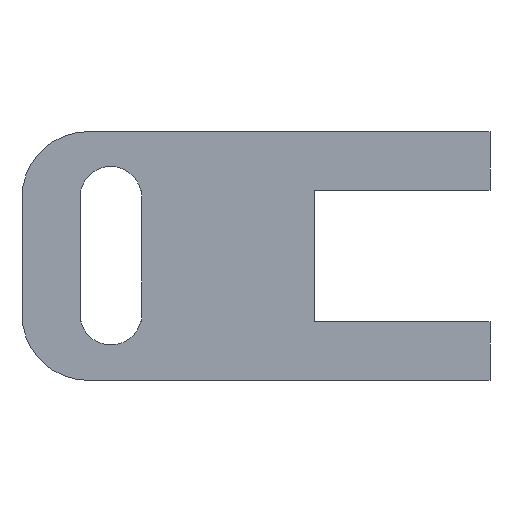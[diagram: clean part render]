
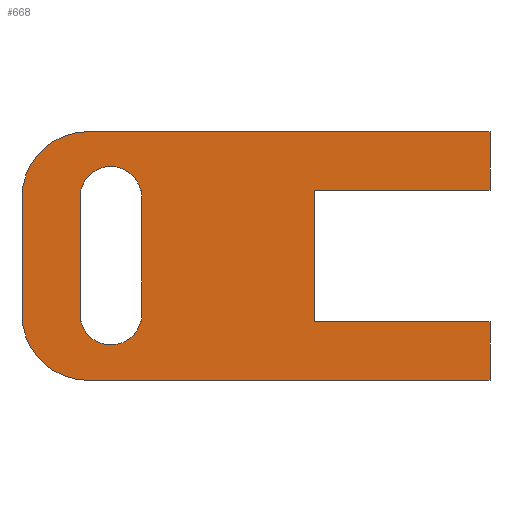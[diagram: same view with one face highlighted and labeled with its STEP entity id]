
A CAD part, front view. The second image highlights one B-rep face of the part: STEP entity #668.
In plain terms, the highlighted planar face has unit normal (0, -1, 0).
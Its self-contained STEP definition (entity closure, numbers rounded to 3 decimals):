
#29=FACE_BOUND('',#91,.T.);
#53=FACE_OUTER_BOUND('',#90,.T.);
#90=EDGE_LOOP('',(#541,#542,#543,#544,#545,#546,#547,#548,#549,#550));
#91=EDGE_LOOP('',(#551,#552,#553,#554,#555,#556,#557,#558,#559,#560,#561));
#119=CIRCLE('',#727,4.5);
#126=CIRCLE('',#737,4.5);
#127=CIRCLE('',#744,2.1);
#128=CIRCLE('',#746,2.1);
#129=CIRCLE('',#749,2.1);
#130=CIRCLE('',#750,2.1);
#144=LINE('',#1004,#214);
#147=LINE('',#1010,#217);
#150=LINE('',#1016,#220);
#168=LINE('',#1073,#238);
#171=LINE('',#1081,#241);
#173=LINE('',#1084,#243);
#184=LINE('',#1110,#254);
#185=LINE('',#1112,#255);
#186=LINE('',#1113,#256);
#187=LINE('',#1115,#257);
#188=LINE('',#1116,#258);
#189=LINE('',#1118,#259);
#190=LINE('',#1122,#260);
#191=LINE('',#1126,#261);
#192=LINE('',#1127,#262);
#214=VECTOR('',#806,10.);
#217=VECTOR('',#811,10.);
#220=VECTOR('',#816,10.);
#238=VECTOR('',#866,10.);
#241=VECTOR('',#875,10.);
#243=VECTOR('',#879,10.);
#254=VECTOR('',#906,10.);
#255=VECTOR('',#909,10.);
#256=VECTOR('',#910,10.);
#257=VECTOR('',#911,10.);
#258=VECTOR('',#912,10.);
#259=VECTOR('',#913,10.);
#260=VECTOR('',#916,10.);
#261=VECTOR('',#919,10.);
#262=VECTOR('',#920,10.);
#291=VERTEX_POINT('',#1001);
#292=VERTEX_POINT('',#1003);
#293=VERTEX_POINT('',#1007);
#294=VERTEX_POINT('',#1009);
#296=VERTEX_POINT('',#1015);
#300=VERTEX_POINT('',#1031);
#301=VERTEX_POINT('',#1032);
#319=VERTEX_POINT('',#1072);
#320=VERTEX_POINT('',#1076);
#321=VERTEX_POINT('',#1080);
#324=VERTEX_POINT('',#1096);
#325=VERTEX_POINT('',#1097);
#326=VERTEX_POINT('',#1102);
#327=VERTEX_POINT('',#1103);
#328=VERTEX_POINT('',#1108);
#329=VERTEX_POINT('',#1114);
#330=VERTEX_POINT('',#1117);
#331=VERTEX_POINT('',#1119);
#332=VERTEX_POINT('',#1121);
#333=VERTEX_POINT('',#1123);
#334=VERTEX_POINT('',#1125);
#358=EDGE_CURVE('',#292,#291,#144,.T.);
#361=EDGE_CURVE('',#294,#293,#147,.T.);
#364=EDGE_CURVE('',#296,#294,#150,.T.);
#372=EDGE_CURVE('',#300,#301,#119,.T.);
#392=EDGE_CURVE('',#301,#319,#168,.T.);
#394=EDGE_CURVE('',#319,#320,#126,.T.);
#396=EDGE_CURVE('',#321,#292,#171,.T.);
#398=EDGE_CURVE('',#321,#293,#173,.T.);
#404=EDGE_CURVE('',#324,#325,#127,.T.);
#407=EDGE_CURVE('',#326,#327,#128,.T.);
#411=EDGE_CURVE('',#325,#328,#184,.T.);
#412=EDGE_CURVE('',#296,#300,#185,.T.);
#413=EDGE_CURVE('',#291,#320,#186,.T.);
#414=EDGE_CURVE('',#329,#328,#187,.T.);
#415=EDGE_CURVE('',#329,#326,#188,.T.);
#416=EDGE_CURVE('',#327,#330,#189,.T.);
#417=EDGE_CURVE('',#331,#330,#129,.T.);
#418=EDGE_CURVE('',#332,#331,#190,.T.);
#419=EDGE_CURVE('',#333,#332,#130,.T.);
#420=EDGE_CURVE('',#334,#333,#191,.T.);
#421=EDGE_CURVE('',#334,#324,#192,.T.);
#541=ORIENTED_EDGE('',*,*,#372,.F.);
#542=ORIENTED_EDGE('',*,*,#412,.F.);
#543=ORIENTED_EDGE('',*,*,#364,.T.);
#544=ORIENTED_EDGE('',*,*,#361,.T.);
#545=ORIENTED_EDGE('',*,*,#398,.F.);
#546=ORIENTED_EDGE('',*,*,#396,.T.);
#547=ORIENTED_EDGE('',*,*,#358,.T.);
#548=ORIENTED_EDGE('',*,*,#413,.T.);
#549=ORIENTED_EDGE('',*,*,#394,.F.);
#550=ORIENTED_EDGE('',*,*,#392,.F.);
#551=ORIENTED_EDGE('',*,*,#404,.T.);
#552=ORIENTED_EDGE('',*,*,#411,.T.);
#553=ORIENTED_EDGE('',*,*,#414,.F.);
#554=ORIENTED_EDGE('',*,*,#415,.T.);
#555=ORIENTED_EDGE('',*,*,#407,.T.);
#556=ORIENTED_EDGE('',*,*,#416,.T.);
#557=ORIENTED_EDGE('',*,*,#417,.F.);
#558=ORIENTED_EDGE('',*,*,#418,.F.);
#559=ORIENTED_EDGE('',*,*,#419,.F.);
#560=ORIENTED_EDGE('',*,*,#420,.F.);
#561=ORIENTED_EDGE('',*,*,#421,.T.);
#637=PLANE('',#748);
#668=ADVANCED_FACE('',(#53,#29),#637,.T.);
#727=AXIS2_PLACEMENT_3D('',#1033,#835,#836);
#737=AXIS2_PLACEMENT_3D('',#1077,#870,#871);
#744=AXIS2_PLACEMENT_3D('',#1098,#893,#894);
#746=AXIS2_PLACEMENT_3D('',#1104,#899,#900);
#748=AXIS2_PLACEMENT_3D('',#1111,#907,#908);
#749=AXIS2_PLACEMENT_3D('',#1120,#914,#915);
#750=AXIS2_PLACEMENT_3D('',#1124,#917,#918);
#806=DIRECTION('',(0.,0.,1.));
#811=DIRECTION('',(-1.,0.,0.));
#816=DIRECTION('',(0.,0.,1.));
#835=DIRECTION('center_axis',(0.,1.,0.));
#836=DIRECTION('ref_axis',(-0.707,0.,-0.707));
#866=DIRECTION('',(0.,0.,1.));
#870=DIRECTION('center_axis',(0.,1.,0.));
#871=DIRECTION('ref_axis',(-0.707,0.,0.707));
#875=DIRECTION('',(1.,0.,0.));
#879=DIRECTION('',(0.,0.,-1.));
#893=DIRECTION('center_axis',(0.,1.,0.));
#894=DIRECTION('ref_axis',(1.,0.,0.));
#899=DIRECTION('center_axis',(0.,1.,0.));
#900=DIRECTION('ref_axis',(-1.,0.,0.));
#906=DIRECTION('',(-1.,0.,0.));
#907=DIRECTION('center_axis',(0.,-1.,0.));
#908=DIRECTION('ref_axis',(1.,0.,0.));
#909=DIRECTION('',(-1.,0.,0.));
#910=DIRECTION('',(-1.,0.,0.));
#911=DIRECTION('',(0.,0.,-1.));
#912=DIRECTION('',(1.,0.,0.));
#913=DIRECTION('',(1.,0.,0.));
#914=DIRECTION('center_axis',(0.,-1.,0.));
#915=DIRECTION('ref_axis',(1.,0.,0.));
#916=DIRECTION('',(0.,0.,1.));
#917=DIRECTION('center_axis',(0.,-1.,0.));
#918=DIRECTION('ref_axis',(-1.,0.,0.));
#919=DIRECTION('',(0.,0.,1.));
#920=DIRECTION('',(-1.,0.,0.));
#1001=CARTESIAN_POINT('',(7.,-11.,17.));
#1003=CARTESIAN_POINT('',(7.,-11.,13.));
#1004=CARTESIAN_POINT('',(7.,-11.,0.));
#1007=CARTESIAN_POINT('',(-5.,-11.,4.));
#1009=CARTESIAN_POINT('',(7.,-11.,4.));
#1010=CARTESIAN_POINT('',(-7.,-11.,4.));
#1015=CARTESIAN_POINT('',(7.,-11.,0.));
#1016=CARTESIAN_POINT('',(7.,-11.,0.));
#1031=CARTESIAN_POINT('',(-20.5,-11.,0.));
#1032=CARTESIAN_POINT('',(-25.,-11.,4.5));
#1033=CARTESIAN_POINT('Origin',(-20.5,-11.,4.5));
#1072=CARTESIAN_POINT('',(-25.,-11.,12.5));
#1073=CARTESIAN_POINT('',(-25.,-11.,0.));
#1076=CARTESIAN_POINT('',(-20.5,-11.,17.));
#1077=CARTESIAN_POINT('Origin',(-20.5,-11.,12.5));
#1080=CARTESIAN_POINT('',(-5.,-11.,13.));
#1081=CARTESIAN_POINT('',(0.,-11.,13.));
#1084=CARTESIAN_POINT('',(-5.,-11.,6.25));
#1096=CARTESIAN_POINT('',(-16.893,-11.,4.));
#1097=CARTESIAN_POINT('',(-20.964,-11.,4.));
#1098=CARTESIAN_POINT('Origin',(-18.928,-11.,4.515));
#1102=CARTESIAN_POINT('',(-20.972,-11.,13.));
#1103=CARTESIAN_POINT('',(-16.885,-11.,13.));
#1104=CARTESIAN_POINT('Origin',(-18.928,-11.,12.515));
#1108=CARTESIAN_POINT('',(-21.,-11.,4.));
#1110=CARTESIAN_POINT('',(-7.,-11.,4.));
#1111=CARTESIAN_POINT('Origin',(-7.,-11.,0.));
#1112=CARTESIAN_POINT('',(-7.,-11.,0.));
#1113=CARTESIAN_POINT('',(-7.,-11.,17.));
#1114=CARTESIAN_POINT('',(-21.,-11.,13.));
#1115=CARTESIAN_POINT('',(-21.,-11.,6.25));
#1116=CARTESIAN_POINT('',(-7.,-11.,13.));
#1117=CARTESIAN_POINT('',(-16.857,-11.,13.));
#1118=CARTESIAN_POINT('',(-7.,-11.,13.));
#1119=CARTESIAN_POINT('',(-16.8,-11.,12.515));
#1120=CARTESIAN_POINT('Origin',(-18.9,-11.,12.515));
#1121=CARTESIAN_POINT('',(-16.8,-11.,4.515));
#1122=CARTESIAN_POINT('',(-16.8,-11.,10.508));
#1123=CARTESIAN_POINT('',(-16.857,-11.,4.03));
#1124=CARTESIAN_POINT('Origin',(-18.9,-11.,4.515));
#1125=CARTESIAN_POINT('',(-16.857,-11.,4.));
#1126=CARTESIAN_POINT('',(-16.857,-11.,6.265));
#1127=CARTESIAN_POINT('',(-7.,-11.,4.));
